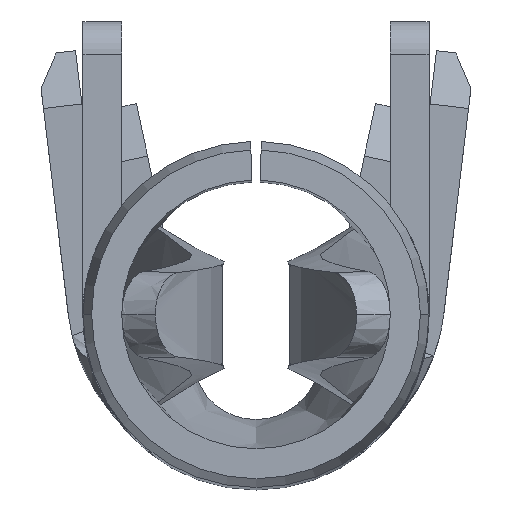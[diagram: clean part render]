
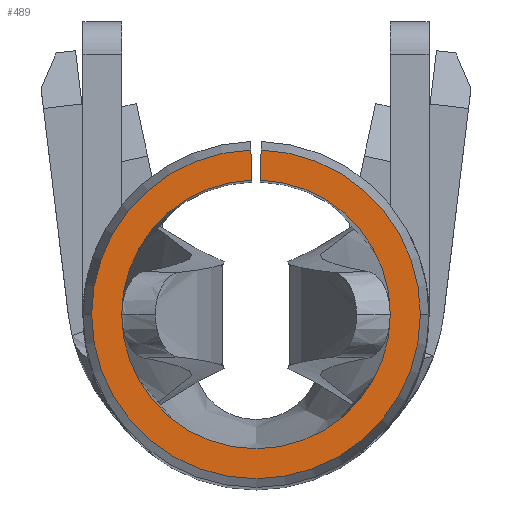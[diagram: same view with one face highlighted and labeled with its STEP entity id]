
A CAD part, top view. The second image highlights one B-rep face of the part: STEP entity #489.
In plain terms, the highlighted planar face has unit normal (0, 0, 1).
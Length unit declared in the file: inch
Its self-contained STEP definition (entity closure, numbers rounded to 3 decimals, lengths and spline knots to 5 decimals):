
#42 = CARTESIAN_POINT ( 'NONE',  ( -0.00238, 0.07644, 0.53 ) ) ;
#224 = DIRECTION ( 'NONE',  ( 0.031, 1., 0. ) ) ;
#489 = ADVANCED_FACE ( 'NONE', ( #1854 ), #5936, .F. ) ;
#731 = VERTEX_POINT ( 'NONE', #4472 ) ;
#777 = DIRECTION ( 'NONE',  ( 0., 0., 1. ) ) ;
#1013 = VERTEX_POINT ( 'NONE', #4093 ) ;
#1044 = CARTESIAN_POINT ( 'NONE',  ( 0., 0., 0.53 ) ) ;
#1111 = CARTESIAN_POINT ( 'NONE',  ( 0., 0., 0.53 ) ) ;
#1225 = ORIENTED_EDGE ( 'NONE', *, *, #6716, .F. ) ;
#1226 = VERTEX_POINT ( 'NONE', #5541 ) ;
#1351 = CARTESIAN_POINT ( 'NONE',  ( 0., 0., 0.53 ) ) ;
#1380 = VERTEX_POINT ( 'NONE', #7007 ) ;
#1382 = CARTESIAN_POINT ( 'NONE',  ( 0., 0., 0.53 ) ) ;
#1469 = EDGE_CURVE ( 'NONE', #6053, #2654, #5129, .T. ) ;
#1633 = DIRECTION ( 'NONE',  ( -1., 0., 0. ) ) ;
#1693 = DIRECTION ( 'NONE',  ( 1., 0., 0. ) ) ;
#1821 = CARTESIAN_POINT ( 'NONE',  ( 0., 0., 0.53 ) ) ;
#1847 = CARTESIAN_POINT ( 'NONE',  ( 0., 0., 0.53 ) ) ;
#1854 = FACE_OUTER_BOUND ( 'NONE', #7056, .T. ) ;
#1935 = DIRECTION ( 'NONE',  ( 1., 0., 0. ) ) ;
#1966 = DIRECTION ( 'NONE',  ( 1., 0., 0. ) ) ;
#2125 = ORIENTED_EDGE ( 'NONE', *, *, #6198, .T. ) ;
#2126 = EDGE_CURVE ( 'NONE', #1013, #2654, #4328, .T. ) ;
#2307 = EDGE_CURVE ( 'NONE', #7342, #731, #2579, .T. ) ;
#2406 = DIRECTION ( 'NONE',  ( -1., 0., 0. ) ) ;
#2579 = CIRCLE ( 'NONE', #4285, 0.0625 ) ;
#2644 = ORIENTED_EDGE ( 'NONE', *, *, #3142, .T. ) ;
#2654 = VERTEX_POINT ( 'NONE', #7378 ) ;
#2797 = CIRCLE ( 'NONE', #4530, 0.07648 ) ;
#2861 = AXIS2_PLACEMENT_3D ( 'NONE', #1382, #5474, #1966 ) ;
#3031 = DIRECTION ( 'NONE',  ( -1., 0., 0. ) ) ;
#3142 = EDGE_CURVE ( 'NONE', #1226, #3494, #3372, .T. ) ;
#3372 = LINE ( 'NONE', #7335, #4761 ) ;
#3494 = VERTEX_POINT ( 'NONE', #42 ) ;
#3590 = ORIENTED_EDGE ( 'NONE', *, *, #2126, .F. ) ;
#4093 = CARTESIAN_POINT ( 'NONE',  ( 0.00194, 0.06247, 0.53 ) ) ;
#4169 = EDGE_CURVE ( 'NONE', #3494, #1380, #5104, .T. ) ;
#4285 = AXIS2_PLACEMENT_3D ( 'NONE', #1351, #5447, #1935 ) ;
#4293 = CARTESIAN_POINT ( 'NONE',  ( 0., 0., 0.53 ) ) ;
#4328 = LINE ( 'NONE', #4335, #7245 ) ;
#4335 = CARTESIAN_POINT ( 'NONE',  ( 0.00222, 0.07147, 0.53 ) ) ;
#4417 = CARTESIAN_POINT ( 'NONE',  ( -0.0625, 0., 0.53 ) ) ;
#4472 = CARTESIAN_POINT ( 'NONE',  ( 0.0625, 0., 0.53 ) ) ;
#4530 = AXIS2_PLACEMENT_3D ( 'NONE', #4293, #777, #4881 ) ;
#4761 = VECTOR ( 'NONE', #4972, 39.37008 ) ;
#4881 = DIRECTION ( 'NONE',  ( -1., 0., 0. ) ) ;
#4972 = DIRECTION ( 'NONE',  ( -0.031, 1., 0. ) ) ;
#5104 = CIRCLE ( 'NONE', #6432, 0.07648 ) ;
#5129 = CIRCLE ( 'NONE', #5491, 0.07648 ) ;
#5143 = DIRECTION ( 'NONE',  ( 0., 0., 1. ) ) ;
#5174 = EDGE_CURVE ( 'NONE', #1226, #7342, #5923, .T. ) ;
#5201 = DIRECTION ( 'NONE',  ( 0., 0., 1. ) ) ;
#5447 = DIRECTION ( 'NONE',  ( 0., 0., 1. ) ) ;
#5464 = CIRCLE ( 'NONE', #5561, 0.0625 ) ;
#5474 = DIRECTION ( 'NONE',  ( 0., 0., 1. ) ) ;
#5491 = AXIS2_PLACEMENT_3D ( 'NONE', #1821, #5910, #2406 ) ;
#5541 = CARTESIAN_POINT ( 'NONE',  ( -0.00194, 0.06247, 0.53 ) ) ;
#5561 = AXIS2_PLACEMENT_3D ( 'NONE', #1111, #5201, #1693 ) ;
#5602 = ORIENTED_EDGE ( 'NONE', *, *, #2307, .F. ) ;
#5751 = ORIENTED_EDGE ( 'NONE', *, *, #4169, .T. ) ;
#5910 = DIRECTION ( 'NONE',  ( 0., 0., 1. ) ) ;
#5923 = CIRCLE ( 'NONE', #2861, 0.0625 ) ;
#5936 = PLANE ( 'NONE',  #6946 ) ;
#6053 = VERTEX_POINT ( 'NONE', #6445 ) ;
#6198 = EDGE_CURVE ( 'NONE', #1380, #6053, #2797, .T. ) ;
#6432 = AXIS2_PLACEMENT_3D ( 'NONE', #1044, #5143, #1633 ) ;
#6445 = CARTESIAN_POINT ( 'NONE',  ( 0.07648, 0., 0.53 ) ) ;
#6528 = DIRECTION ( 'NONE',  ( 0., 0., -1. ) ) ;
#6716 = EDGE_CURVE ( 'NONE', #731, #1013, #5464, .T. ) ;
#6946 = AXIS2_PLACEMENT_3D ( 'NONE', #1847, #6528, #3031 ) ;
#7007 = CARTESIAN_POINT ( 'NONE',  ( -0.07648, 0., 0.53 ) ) ;
#7056 = EDGE_LOOP ( 'NONE', ( #2644, #5751, #2125, #7258, #3590, #1225, #5602, #7150 ) ) ;
#7150 = ORIENTED_EDGE ( 'NONE', *, *, #5174, .F. ) ;
#7245 = VECTOR ( 'NONE', #224, 39.37008 ) ;
#7258 = ORIENTED_EDGE ( 'NONE', *, *, #1469, .T. ) ;
#7335 = CARTESIAN_POINT ( 'NONE',  ( -0.00222, 0.07147, 0.53 ) ) ;
#7342 = VERTEX_POINT ( 'NONE', #4417 ) ;
#7378 = CARTESIAN_POINT ( 'NONE',  ( 0.00238, 0.07644, 0.53 ) ) ;
